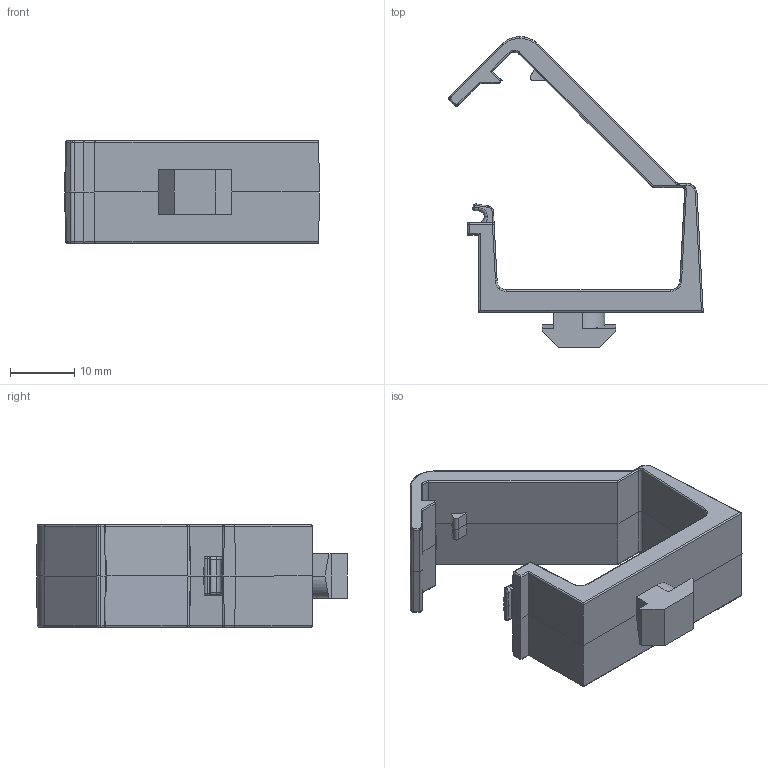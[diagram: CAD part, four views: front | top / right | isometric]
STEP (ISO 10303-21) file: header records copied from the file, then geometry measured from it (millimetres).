
FILE_DESCRIPTION (( 'STEP AP214' ), '1' );
FILE_NAME ('093504n08.STEP', '2014-08-19T10:00:27', ( '' ), ( '' ), 'SwSTEP 2.0', 'SolidWorks 2014', '' );
FILE_SCHEMA (( 'AUTOMOTIVE_DESIGN' ));
Length unit declared in the file: millimetre
Products named in the file (1): 093504n08
Bounding box: 39.73 x 48.52 x 16 mm (x, y, z)
Volume: 5610.3 mm3; surface area: 4583.8 mm2
Topology: 1 solids, 1 shells, 207 faces, 481 edges, 276 vertices
Faces by surface type: cylinder 84, plane 69, bspline 33, cone 9, torus 6, sphere 6
Entity records: 6086 total; most frequent: CARTESIAN_POINT 1803, ORIENTED_EDGE 962, DIRECTION 818, EDGE_CURVE 481, VERTEX_POINT 276, AXIS2_PLACEMENT_3D 275, VECTOR 268, LINE 268
